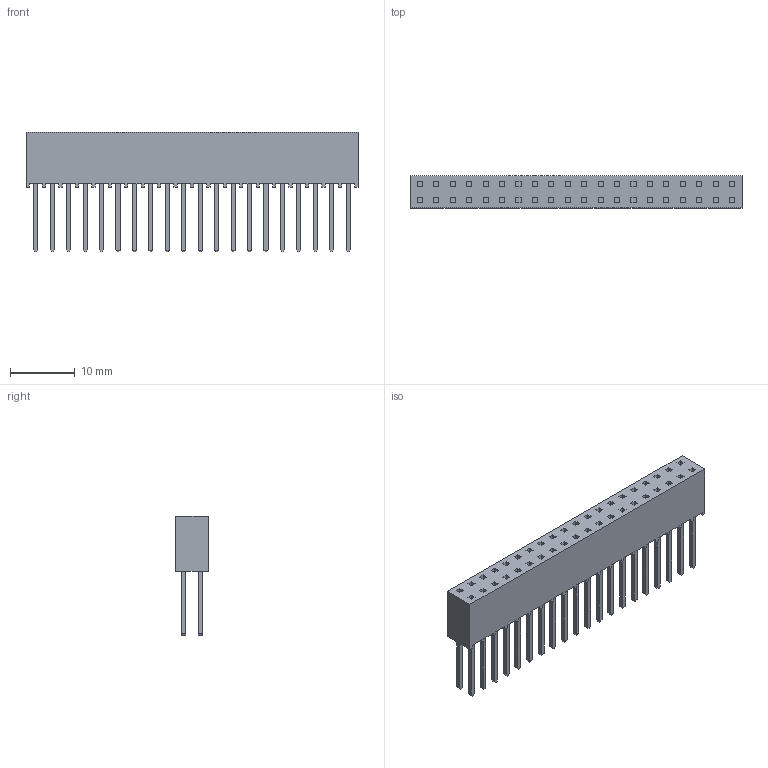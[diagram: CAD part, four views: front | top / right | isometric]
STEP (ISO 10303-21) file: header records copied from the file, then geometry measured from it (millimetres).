
FILE_DESCRIPTION(/* description */ (''),/* implementation_level */ '2;1');
FILE_NAME(/* name */ 'J-20X2-0254-FDT-SSQX03.step',/* time_stamp */ '2023-05-29T09:40:59+10:00',/* author */ (''),/* organization */ (''),/* preprocessor_version */ 'ST-DEVELOPER v19.2',/* originating_system */ 'Autodesk Translation Framework v12.4.0.73',/* authorisation */ '');
FILE_SCHEMA (('AUTOMOTIVE_DESIGN { 1 0 10303 214 3 1 1 }'));
Length unit declared in the file: millimetre
Products named in the file (4): J-20X2-0254-FDT-SSQX03; SSQ-120-03-G-D; _T1SSQ-120-03-G-D; _P2SSQ-120-03-G-D
Assembly tree (3 placements, depth 3):
  J-20X2-0254-FDT-SSQX03
    SSQ-120-03-G-D
      _T1SSQ-120-03-G-D
      _P2SSQ-120-03-G-D
Bounding box: 51.31 x 4.95 x 18.52 mm (x, y, z)
Volume: 2059.3 mm3; surface area: 3961 mm2
Topology: 2 solids, 2 shells, 572 faces, 1584 edges, 1056 vertices
Faces by surface type: plane 572
Entity records: 18719 total; most frequent: CARTESIAN_POINT 3219, ORIENTED_EDGE 3168, DIRECTION 2742, LINE 1584, VECTOR 1584, EDGE_CURVE 1584, VERTEX_POINT 1056, EDGE_LOOP 692
